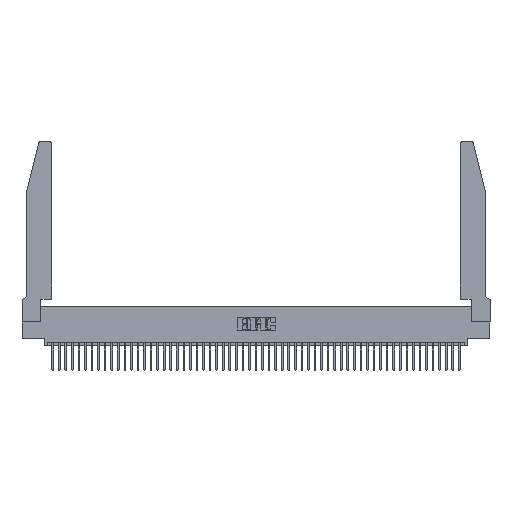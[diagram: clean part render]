
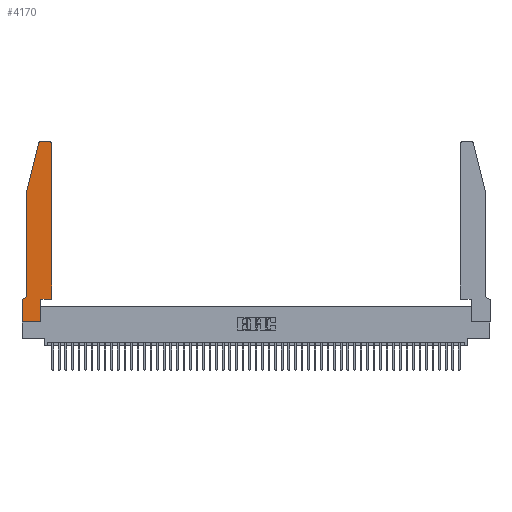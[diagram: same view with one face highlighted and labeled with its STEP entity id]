
A CAD part, top view. The second image highlights one B-rep face of the part: STEP entity #4170.
In plain terms, the highlighted planar face has unit normal (0, 0, 1).
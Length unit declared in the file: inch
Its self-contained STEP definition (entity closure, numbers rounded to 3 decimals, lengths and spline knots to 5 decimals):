
#197 = VERTEX_POINT ( 'NONE', #50527 ) ;
#1203 = CARTESIAN_POINT ( 'NONE',  ( 0.2865, 0.35, 0.37 ) ) ;
#2009 = CARTESIAN_POINT ( 'NONE',  ( 0.284, 2.75, 0.37 ) ) ;
#2138 = EDGE_CURVE ( 'NONE', #4976, #43722, #30985, .T. ) ;
#2750 = LINE ( 'NONE', #36738, #34553 ) ;
#3282 = CARTESIAN_POINT ( 'NONE',  ( 0.25487, 2.72718, 0.37 ) ) ;
#3527 = EDGE_CURVE ( 'NONE', #6208, #24665, #2750, .T. ) ;
#3581 = VECTOR ( 'NONE', #48110, 39.37008 ) ;
#4170 = ADVANCED_FACE ( 'NONE', ( #23396 ), #44457, .T. ) ;
#4514 = AXIS2_PLACEMENT_3D ( 'NONE', #14145, #41821, #18174 ) ;
#4875 = LINE ( 'NONE', #44144, #3581 ) ;
#4976 = VERTEX_POINT ( 'NONE', #45246 ) ;
#5171 = LINE ( 'NONE', #35824, #25190 ) ;
#5624 = ORIENTED_EDGE ( 'NONE', *, *, #43407, .T. ) ;
#6208 = VERTEX_POINT ( 'NONE', #37759 ) ;
#6546 = EDGE_LOOP ( 'NONE', ( #24429, #46659, #37392, #10742, #33034, #25608, #5624, #18841, #39814, #41057, #32978, #13198 ) ) ;
#7432 = CARTESIAN_POINT ( 'NONE',  ( 0.0755, 0.35, 0.37 ) ) ;
#8908 = VERTEX_POINT ( 'NONE', #48210 ) ;
#8980 = DIRECTION ( 'NONE',  ( 0., 0., 1. ) ) ;
#9016 = EDGE_CURVE ( 'NONE', #18173, #4976, #21602, .T. ) ;
#9047 = DIRECTION ( 'NONE',  ( 1., 0., 0. ) ) ;
#9389 = EDGE_CURVE ( 'NONE', #37341, #47419, #42570, .T. ) ;
#10079 = VECTOR ( 'NONE', #15570, 39.37008 ) ;
#10185 = EDGE_CURVE ( 'NONE', #8908, #197, #47390, .T. ) ;
#10742 = ORIENTED_EDGE ( 'NONE', *, *, #2138, .T. ) ;
#11430 = DIRECTION ( 'NONE',  ( -1., 0., 0. ) ) ;
#12107 = DIRECTION ( 'NONE',  ( 1., 0., 0. ) ) ;
#12279 = CARTESIAN_POINT ( 'NONE',  ( 0.4505, 0.35, 0.37 ) ) ;
#13198 = ORIENTED_EDGE ( 'NONE', *, *, #40691, .T. ) ;
#14145 = CARTESIAN_POINT ( 'NONE',  ( 0.284, 2.72, 0.37 ) ) ;
#14243 = DIRECTION ( 'NONE',  ( 0., 0., 1. ) ) ;
#15570 = DIRECTION ( 'NONE',  ( 0., 1., 0. ) ) ;
#15896 = VECTOR ( 'NONE', #16340, 39.37008 ) ;
#16340 = DIRECTION ( 'NONE',  ( 0., 1., 0. ) ) ;
#16613 = CIRCLE ( 'NONE', #32573, 0.07 ) ;
#16833 = VERTEX_POINT ( 'NONE', #1203 ) ;
#16879 = LINE ( 'NONE', #7432, #36625 ) ;
#16998 = CARTESIAN_POINT ( 'NONE',  ( 0.4205, 2.75, 0.37 ) ) ;
#17893 = VECTOR ( 'NONE', #44761, 39.37008 ) ;
#18173 = VERTEX_POINT ( 'NONE', #3282 ) ;
#18174 = DIRECTION ( 'NONE',  ( 1., 0., 0. ) ) ;
#18841 = ORIENTED_EDGE ( 'NONE', *, *, #3527, .T. ) ;
#19926 = CARTESIAN_POINT ( 'NONE',  ( 0.0055, 0.42, 0.37 ) ) ;
#20514 = EDGE_CURVE ( 'NONE', #47419, #18173, #47407, .T. ) ;
#21602 = LINE ( 'NONE', #29033, #17893 ) ;
#22019 = EDGE_CURVE ( 'NONE', #43722, #37929, #16613, .T. ) ;
#23373 = EDGE_CURVE ( 'NONE', #16833, #8908, #5171, .T. ) ;
#23396 = FACE_OUTER_BOUND ( 'NONE', #6546, .T. ) ;
#23477 = CARTESIAN_POINT ( 'NONE',  ( 0.2605, 2.75, 0.37 ) ) ;
#23874 = DIRECTION ( 'NONE',  ( -1., 0., 0. ) ) ;
#24429 = ORIENTED_EDGE ( 'NONE', *, *, #9389, .T. ) ;
#24665 = VERTEX_POINT ( 'NONE', #33332 ) ;
#25190 = VECTOR ( 'NONE', #12107, 39.37008 ) ;
#25608 = ORIENTED_EDGE ( 'NONE', *, *, #25658, .T. ) ;
#25658 = EDGE_CURVE ( 'NONE', #37929, #39449, #16879, .T. ) ;
#26171 = CARTESIAN_POINT ( 'NONE',  ( 0.0755, 0.42, 0.37 ) ) ;
#27096 = DIRECTION ( 'NONE',  ( 0., -1., 0. ) ) ;
#29033 = CARTESIAN_POINT ( 'NONE',  ( 0.0755, 2., 0.37 ) ) ;
#29765 = VECTOR ( 'NONE', #27096, 39.37008 ) ;
#29822 = AXIS2_PLACEMENT_3D ( 'NONE', #37932, #14243, #41910 ) ;
#30985 = LINE ( 'NONE', #46764, #29765 ) ;
#31110 = EDGE_CURVE ( 'NONE', #24665, #16833, #50908, .T. ) ;
#31995 = VECTOR ( 'NONE', #35362, 39.37008 ) ;
#32573 = AXIS2_PLACEMENT_3D ( 'NONE', #19926, #47522, #23874 ) ;
#32663 = CARTESIAN_POINT ( 'NONE',  ( 0., 0.35, 0.37 ) ) ;
#32978 = ORIENTED_EDGE ( 'NONE', *, *, #10185, .T. ) ;
#33034 = ORIENTED_EDGE ( 'NONE', *, *, #22019, .T. ) ;
#33332 = CARTESIAN_POINT ( 'NONE',  ( 0.2865, 0., 0.37 ) ) ;
#34553 = VECTOR ( 'NONE', #9047, 39.37008 ) ;
#35362 = DIRECTION ( 'NONE',  ( -1., 0., 0. ) ) ;
#35824 = CARTESIAN_POINT ( 'NONE',  ( 0.4505, 0.35, 0.37 ) ) ;
#36625 = VECTOR ( 'NONE', #11430, 39.37008 ) ;
#36681 = DIRECTION ( 'NONE',  ( 1., 0., 0. ) ) ;
#36738 = CARTESIAN_POINT ( 'NONE',  ( 0., 0., 0.37 ) ) ;
#37341 = VERTEX_POINT ( 'NONE', #16998 ) ;
#37392 = ORIENTED_EDGE ( 'NONE', *, *, #9016, .T. ) ;
#37759 = CARTESIAN_POINT ( 'NONE',  ( 0., 0., 0.37 ) ) ;
#37929 = VERTEX_POINT ( 'NONE', #48695 ) ;
#37932 = CARTESIAN_POINT ( 'NONE',  ( 0.4205, 2.72, 0.37 ) ) ;
#39210 = CARTESIAN_POINT ( 'NONE',  ( 0.2865, 0.35, 0.37 ) ) ;
#39449 = VERTEX_POINT ( 'NONE', #45618 ) ;
#39814 = ORIENTED_EDGE ( 'NONE', *, *, #31110, .T. ) ;
#40691 = EDGE_CURVE ( 'NONE', #197, #37341, #43725, .T. ) ;
#41057 = ORIENTED_EDGE ( 'NONE', *, *, #23373, .T. ) ;
#41821 = DIRECTION ( 'NONE',  ( 0., 0., 1. ) ) ;
#41910 = DIRECTION ( 'NONE',  ( 1., 0., 0. ) ) ;
#42570 = LINE ( 'NONE', #23477, #31995 ) ;
#42696 = AXIS2_PLACEMENT_3D ( 'NONE', #32663, #8980, #36681 ) ;
#43407 = EDGE_CURVE ( 'NONE', #39449, #6208, #4875, .T. ) ;
#43722 = VERTEX_POINT ( 'NONE', #26171 ) ;
#43725 = CIRCLE ( 'NONE', #29822, 0.03 ) ;
#44144 = CARTESIAN_POINT ( 'NONE',  ( 0., 0., 0.37 ) ) ;
#44457 = PLANE ( 'NONE',  #42696 ) ;
#44761 = DIRECTION ( 'NONE',  ( -0.239, -0.971, 0. ) ) ;
#45246 = CARTESIAN_POINT ( 'NONE',  ( 0.0755, 2., 0.37 ) ) ;
#45618 = CARTESIAN_POINT ( 'NONE',  ( 0., 0.35, 0.37 ) ) ;
#46659 = ORIENTED_EDGE ( 'NONE', *, *, #20514, .T. ) ;
#46764 = CARTESIAN_POINT ( 'NONE',  ( 0.0755, 2., 0.37 ) ) ;
#47390 = LINE ( 'NONE', #12279, #15896 ) ;
#47407 = CIRCLE ( 'NONE', #4514, 0.03 ) ;
#47419 = VERTEX_POINT ( 'NONE', #2009 ) ;
#47522 = DIRECTION ( 'NONE',  ( 0., 0., -1. ) ) ;
#48110 = DIRECTION ( 'NONE',  ( 0., -1., 0. ) ) ;
#48210 = CARTESIAN_POINT ( 'NONE',  ( 0.4505, 0.35, 0.37 ) ) ;
#48695 = CARTESIAN_POINT ( 'NONE',  ( 0.0055, 0.35, 0.37 ) ) ;
#50527 = CARTESIAN_POINT ( 'NONE',  ( 0.4505, 2.72, 0.37 ) ) ;
#50908 = LINE ( 'NONE', #39210, #10079 ) ;
